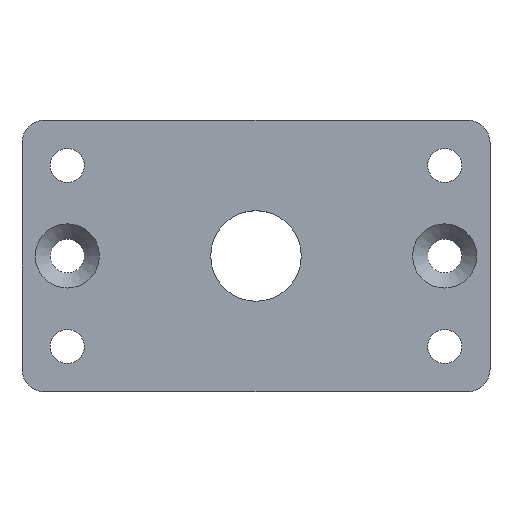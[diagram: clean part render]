
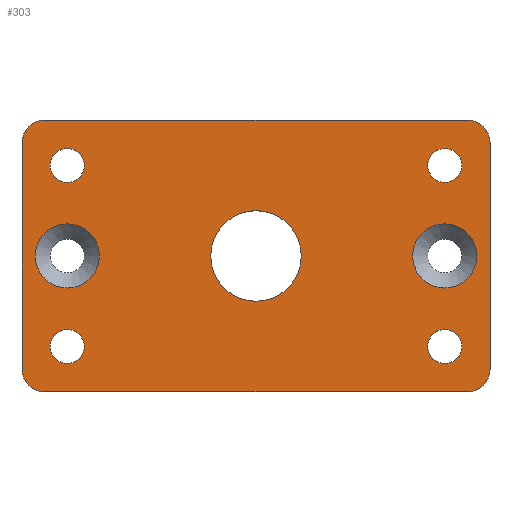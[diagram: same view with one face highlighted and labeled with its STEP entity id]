
A CAD part, top view. The second image highlights one B-rep face of the part: STEP entity #303.
In plain terms, the highlighted planar face has unit normal (0, 0, 1).
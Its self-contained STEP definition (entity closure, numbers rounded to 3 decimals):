
#42=CARTESIAN_POINT('',(-31.,-15.,34.));
#43=VERTEX_POINT('',#42);
#50=CARTESIAN_POINT('',(-31.,15.,34.));
#51=VERTEX_POINT('',#50);
#52=CARTESIAN_POINT('',(-31.,-15.,34.));
#53=DIRECTION('',(0.,1.,0.));
#54=VECTOR('',#53,30.);
#55=LINE('',#52,#54);
#56=EDGE_CURVE('',#43,#51,#55,.T.);
#72=CARTESIAN_POINT('',(28.,-18.,34.));
#73=VERTEX_POINT('',#72);
#74=CARTESIAN_POINT('',(-28.,-18.,34.));
#75=VERTEX_POINT('',#74);
#76=CARTESIAN_POINT('',(28.,-18.,34.));
#77=DIRECTION('',(-1.,0.,0.));
#78=VECTOR('',#77,56.);
#79=LINE('',#76,#78);
#80=EDGE_CURVE('',#73,#75,#79,.T.);
#112=CARTESIAN_POINT('',(31.,15.,34.));
#113=VERTEX_POINT('',#112);
#114=CARTESIAN_POINT('',(31.,-15.,34.));
#115=VERTEX_POINT('',#114);
#116=CARTESIAN_POINT('',(31.,15.,34.));
#117=DIRECTION('',(0.,-1.,0.));
#118=VECTOR('',#117,30.);
#119=LINE('',#116,#118);
#120=EDGE_CURVE('',#113,#115,#119,.T.);
#152=CARTESIAN_POINT('',(28.,18.,34.));
#153=VERTEX_POINT('',#152);
#154=CARTESIAN_POINT('',(-28.,18.,34.));
#155=VERTEX_POINT('',#154);
#156=CARTESIAN_POINT('',(28.,18.,34.));
#157=DIRECTION('',(-1.,0.,0.));
#158=VECTOR('',#157,56.);
#159=LINE('',#156,#158);
#160=EDGE_CURVE('',#153,#155,#159,.T.);
#187=CARTESIAN_POINT('',(-60.,58.,34.));
#188=DIRECTION('',(0.,0.,1.));
#189=DIRECTION('',(1.,0.,0.));
#190=AXIS2_PLACEMENT_3D('',#187,#188,#189);
#191=PLANE('',#190);
#192=CARTESIAN_POINT('',(29.25,0.,34.));
#193=VERTEX_POINT('',#192);
#194=CARTESIAN_POINT('',(25.,0.,34.));
#195=DIRECTION('',(-0.,-0.,-1.));
#196=DIRECTION('',(1.,0.,-0.));
#197=AXIS2_PLACEMENT_3D('',#194,#195,#196);
#198=CIRCLE('',#197,4.25);
#199=EDGE_CURVE('',#193,#193,#198,.T.);
#200=ORIENTED_EDGE('',*,*,#199,.T.);
#201=EDGE_LOOP('',(#200));
#202=FACE_BOUND('',#201,.T.);
#203=CARTESIAN_POINT('',(-20.75,0.,34.));
#204=VERTEX_POINT('',#203);
#205=CARTESIAN_POINT('',(-25.,0.,34.));
#206=DIRECTION('',(-0.,-0.,-1.));
#207=DIRECTION('',(1.,0.,-0.));
#208=AXIS2_PLACEMENT_3D('',#205,#206,#207);
#209=CIRCLE('',#208,4.25);
#210=EDGE_CURVE('',#204,#204,#209,.T.);
#211=ORIENTED_EDGE('',*,*,#210,.T.);
#212=EDGE_LOOP('',(#211));
#213=FACE_BOUND('',#212,.T.);
#214=CARTESIAN_POINT('',(6.,0.,34.));
#215=VERTEX_POINT('',#214);
#216=CARTESIAN_POINT('',(0.,0.,34.));
#217=DIRECTION('',(0.,0.,1.));
#218=DIRECTION('',(1.,0.,-0.));
#219=AXIS2_PLACEMENT_3D('',#216,#217,#218);
#220=CIRCLE('',#219,6.);
#221=EDGE_CURVE('',#215,#215,#220,.T.);
#222=ORIENTED_EDGE('',*,*,#221,.F.);
#223=EDGE_LOOP('',(#222));
#224=FACE_BOUND('',#223,.T.);
#225=CARTESIAN_POINT('',(-22.75,-12.,34.));
#226=VERTEX_POINT('',#225);
#227=CARTESIAN_POINT('',(-25.,-12.,34.));
#228=DIRECTION('',(0.,0.,1.));
#229=DIRECTION('',(1.,0.,-0.));
#230=AXIS2_PLACEMENT_3D('',#227,#228,#229);
#231=CIRCLE('',#230,2.25);
#232=EDGE_CURVE('',#226,#226,#231,.T.);
#233=ORIENTED_EDGE('',*,*,#232,.F.);
#234=EDGE_LOOP('',(#233));
#235=FACE_BOUND('',#234,.T.);
#236=CARTESIAN_POINT('',(-22.75,12.,34.));
#237=VERTEX_POINT('',#236);
#238=CARTESIAN_POINT('',(-25.,12.,34.));
#239=DIRECTION('',(0.,0.,1.));
#240=DIRECTION('',(1.,0.,-0.));
#241=AXIS2_PLACEMENT_3D('',#238,#239,#240);
#242=CIRCLE('',#241,2.25);
#243=EDGE_CURVE('',#237,#237,#242,.T.);
#244=ORIENTED_EDGE('',*,*,#243,.F.);
#245=EDGE_LOOP('',(#244));
#246=FACE_BOUND('',#245,.T.);
#247=CARTESIAN_POINT('',(27.25,12.,34.));
#248=VERTEX_POINT('',#247);
#249=CARTESIAN_POINT('',(25.,12.,34.));
#250=DIRECTION('',(0.,0.,1.));
#251=DIRECTION('',(1.,0.,-0.));
#252=AXIS2_PLACEMENT_3D('',#249,#250,#251);
#253=CIRCLE('',#252,2.25);
#254=EDGE_CURVE('',#248,#248,#253,.T.);
#255=ORIENTED_EDGE('',*,*,#254,.F.);
#256=EDGE_LOOP('',(#255));
#257=FACE_BOUND('',#256,.T.);
#258=CARTESIAN_POINT('',(27.25,-12.,34.));
#259=VERTEX_POINT('',#258);
#260=CARTESIAN_POINT('',(25.,-12.,34.));
#261=DIRECTION('',(0.,0.,1.));
#262=DIRECTION('',(1.,0.,-0.));
#263=AXIS2_PLACEMENT_3D('',#260,#261,#262);
#264=CIRCLE('',#263,2.25);
#265=EDGE_CURVE('',#259,#259,#264,.T.);
#266=ORIENTED_EDGE('',*,*,#265,.F.);
#267=EDGE_LOOP('',(#266));
#268=FACE_BOUND('',#267,.T.);
#269=ORIENTED_EDGE('',*,*,#56,.F.);
#270=CARTESIAN_POINT('',(-28.,-15.,34.));
#271=DIRECTION('',(0.,0.,1.));
#272=DIRECTION('',(1.,0.,-0.));
#273=AXIS2_PLACEMENT_3D('',#270,#271,#272);
#274=CIRCLE('',#273,3.);
#275=EDGE_CURVE('',#43,#75,#274,.T.);
#276=ORIENTED_EDGE('',*,*,#275,.T.);
#277=ORIENTED_EDGE('',*,*,#80,.F.);
#278=CARTESIAN_POINT('',(28.,-15.,34.));
#279=DIRECTION('',(0.,0.,1.));
#280=DIRECTION('',(1.,0.,-0.));
#281=AXIS2_PLACEMENT_3D('',#278,#279,#280);
#282=CIRCLE('',#281,3.);
#283=EDGE_CURVE('',#73,#115,#282,.T.);
#284=ORIENTED_EDGE('',*,*,#283,.T.);
#285=ORIENTED_EDGE('',*,*,#120,.F.);
#286=CARTESIAN_POINT('',(28.,15.,34.));
#287=DIRECTION('',(0.,0.,1.));
#288=DIRECTION('',(1.,0.,-0.));
#289=AXIS2_PLACEMENT_3D('',#286,#287,#288);
#290=CIRCLE('',#289,3.);
#291=EDGE_CURVE('',#113,#153,#290,.T.);
#292=ORIENTED_EDGE('',*,*,#291,.T.);
#293=ORIENTED_EDGE('',*,*,#160,.T.);
#294=CARTESIAN_POINT('',(-28.,15.,34.));
#295=DIRECTION('',(0.,0.,1.));
#296=DIRECTION('',(1.,0.,-0.));
#297=AXIS2_PLACEMENT_3D('',#294,#295,#296);
#298=CIRCLE('',#297,3.);
#299=EDGE_CURVE('',#155,#51,#298,.T.);
#300=ORIENTED_EDGE('',*,*,#299,.T.);
#301=EDGE_LOOP('',(#269,#276,#277,#284,#285,#292,#293,#300));
#302=FACE_BOUND('',#301,.T.);
#303=ADVANCED_FACE('',(#202,#213,#224,#235,#246,#257,#268,#302),#191,.T.);
